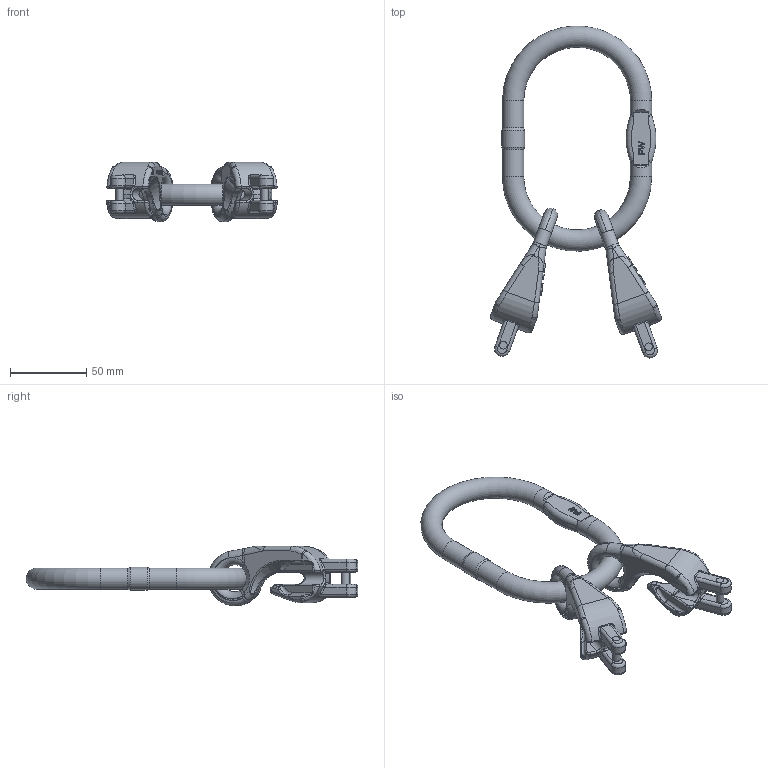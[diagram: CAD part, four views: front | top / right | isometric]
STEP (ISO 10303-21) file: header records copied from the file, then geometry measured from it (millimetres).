
FILE_DESCRIPTION(/* description */ (''),/* implementation_level */ '2;1');
FILE_NAME(/* name */ 'pewag_VMXKW_2-6.stp',/* time_stamp */ '2017-11-09T15:21:29+01:00',/* author */ (''),/* organization */ (''),/* preprocessor_version */ 'ST-DEVELOPER v16',/* originating_system */ 'SIEMENS PLM Software NX 11.0',/* authorisation */ '');
FILE_SCHEMA (('AUTOMOTIVE_DESIGN { 1 0 10303 214 3 1 1 1 }'));
Length unit declared in the file: millimetre
Products named in the file (1): zer1B14471C53ah
Bounding box: 112.3 x 218.07 x 38.98 mm (x, y, z)
Volume: 120956.2 mm3; surface area: 37584 mm2
Topology: 5 solids, 5 shells, 1092 faces, 2750 edges, 1698 vertices
Faces by surface type: plane 374, extrusion 231, bspline 224, cylinder 181, torus 56, sphere 16, cone 10
Full cylindrical faces by diameter (mm): 5 x6, 14 x4, 15.05 x1
Entity records: 39620 total; most frequent: CARTESIAN_POINT 15925, ORIENTED_EDGE 5430, DIRECTION 3882, EDGE_CURVE 2715, VERTEX_POINT 1690, VECTOR 1310, AXIS2_PLACEMENT_3D 1286, B_SPLINE_CURVE_WITH_KNOTS 1197
